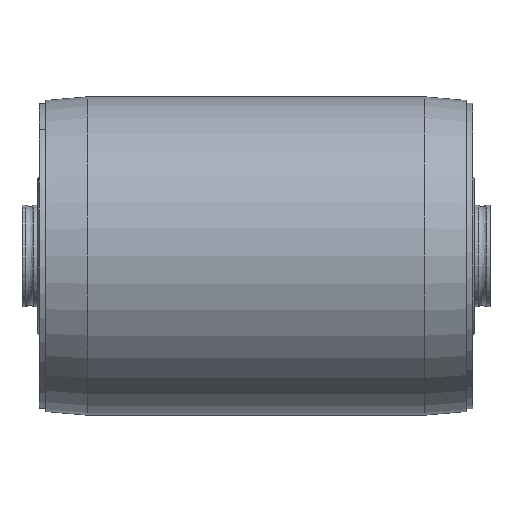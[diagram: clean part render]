
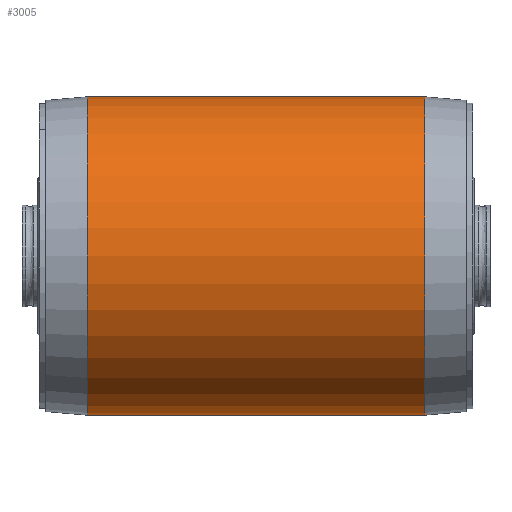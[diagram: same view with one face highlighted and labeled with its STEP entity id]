
A CAD part, front view. The second image highlights one B-rep face of the part: STEP entity #3005.
In plain terms, the highlighted cylindrical face has radius 25 mm (diameter 50 mm), a partial arc.
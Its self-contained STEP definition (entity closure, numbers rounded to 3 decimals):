
#39 = DIRECTION ( 'NONE',  ( 0., 0., 1. ) ) ;
#524 = DIRECTION ( 'NONE',  ( 0., 0., 1. ) ) ;
#888 = CARTESIAN_POINT ( 'NONE',  ( -98.021, 0., 25. ) ) ;
#1094 = AXIS2_PLACEMENT_3D ( 'NONE', #9093, #8296, #39 ) ;
#1236 = ORIENTED_EDGE ( 'NONE', *, *, #8560, .F. ) ;
#1439 = CARTESIAN_POINT ( 'NONE',  ( -98.021, 0., 0. ) ) ;
#1710 = DIRECTION ( 'NONE',  ( -1., 0., 0. ) ) ;
#1731 = VERTEX_POINT ( 'NONE', #1991 ) ;
#1796 = VECTOR ( 'NONE', #1710, 1000. ) ;
#1991 = CARTESIAN_POINT ( 'NONE',  ( 59.55, 0., -25. ) ) ;
#2029 = ORIENTED_EDGE ( 'NONE', *, *, #2696, .T. ) ;
#2311 = DIRECTION ( 'NONE',  ( -1., 0., 0. ) ) ;
#2514 = CIRCLE ( 'NONE', #5108, 25. ) ;
#2613 = LINE ( 'NONE', #888, #1796 ) ;
#2696 = EDGE_CURVE ( 'NONE', #10266, #5237, #2613, .T. ) ;
#3005 = ADVANCED_FACE ( 'NONE', ( #9708 ), #8870, .T. ) ;
#3217 = DIRECTION ( 'NONE',  ( -1., 0., 0. ) ) ;
#3395 = CARTESIAN_POINT ( 'NONE',  ( 6.55, 0., 25. ) ) ;
#3519 = CARTESIAN_POINT ( 'NONE',  ( 59.55, 0., 25. ) ) ;
#3847 = EDGE_CURVE ( 'NONE', #1731, #9182, #5926, .T. ) ;
#4660 = CARTESIAN_POINT ( 'NONE',  ( 59.55, 0., 0. ) ) ;
#4722 = ORIENTED_EDGE ( 'NONE', *, *, #9223, .T. ) ;
#5108 = AXIS2_PLACEMENT_3D ( 'NONE', #4660, #3217, #8852 ) ;
#5237 = VERTEX_POINT ( 'NONE', #3395 ) ;
#5401 = AXIS2_PLACEMENT_3D ( 'NONE', #1439, #2311, #524 ) ;
#5427 = ORIENTED_EDGE ( 'NONE', *, *, #3847, .F. ) ;
#5800 = CIRCLE ( 'NONE', #1094, 25. ) ;
#5926 = LINE ( 'NONE', #6030, #10159 ) ;
#6030 = CARTESIAN_POINT ( 'NONE',  ( -98.021, 0., -25. ) ) ;
#6825 = DIRECTION ( 'NONE',  ( -1., 0., 0. ) ) ;
#7161 = CARTESIAN_POINT ( 'NONE',  ( 6.55, 0., -25. ) ) ;
#7344 = EDGE_LOOP ( 'NONE', ( #5427, #4722, #2029, #1236 ) ) ;
#8296 = DIRECTION ( 'NONE',  ( -1., 0., 0. ) ) ;
#8560 = EDGE_CURVE ( 'NONE', #9182, #5237, #5800, .T. ) ;
#8852 = DIRECTION ( 'NONE',  ( 0., 0., 1. ) ) ;
#8870 = CYLINDRICAL_SURFACE ( 'NONE', #5401, 25. ) ;
#9093 = CARTESIAN_POINT ( 'NONE',  ( 6.55, 0., 0. ) ) ;
#9182 = VERTEX_POINT ( 'NONE', #7161 ) ;
#9223 = EDGE_CURVE ( 'NONE', #1731, #10266, #2514, .T. ) ;
#9708 = FACE_OUTER_BOUND ( 'NONE', #7344, .T. ) ;
#10159 = VECTOR ( 'NONE', #6825, 1000. ) ;
#10266 = VERTEX_POINT ( 'NONE', #3519 ) ;
